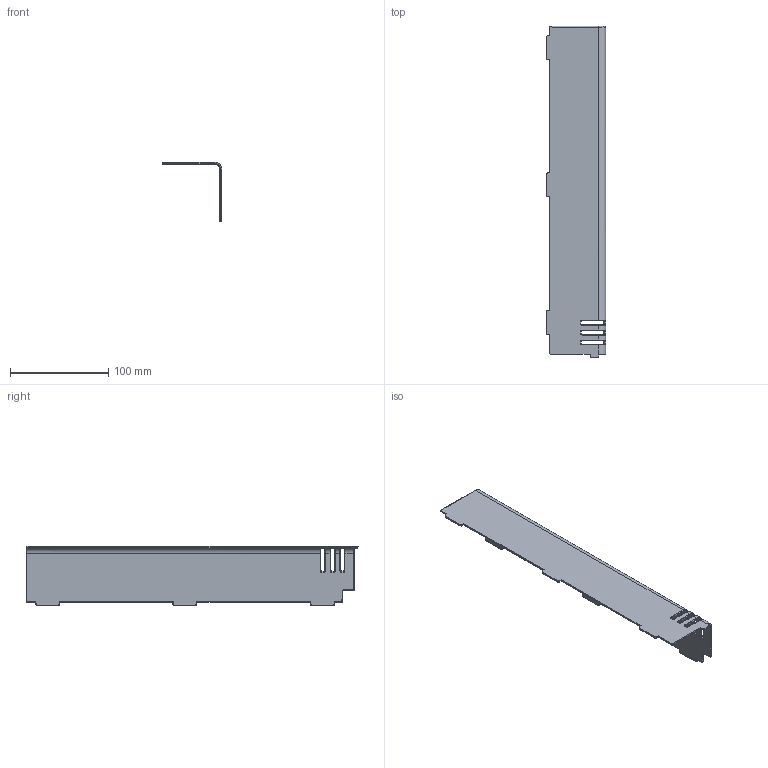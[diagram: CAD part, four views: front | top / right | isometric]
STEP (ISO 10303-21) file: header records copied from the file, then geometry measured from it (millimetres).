
FILE_DESCRIPTION (( 'STEP AP203' ), '1' );
FILE_NAME ('2180-C_1.step', '2017-06-13T14:47:12', ( '' ), ( '' ), 'SwSTEP 2.0', 'SolidWorks 2016', '' );
FILE_SCHEMA (( 'CONFIG_CONTROL_DESIGN' ));
Length unit declared in the file: millimetre
Products named in the file (1): 2180-C_1
Bounding box: 60.8 x 338.54 x 60.8 mm (x, y, z)
Volume: 72866.5 mm3; surface area: 75078.5 mm2
Topology: 1 solids, 1 shells, 283 faces, 708 edges, 421 vertices
Faces by surface type: cylinder 112, bspline 97, plane 56, torus 15, sphere 3
Entity records: 10485 total; most frequent: CARTESIAN_POINT 4495, ORIENTED_EDGE 1416, DIRECTION 1096, EDGE_CURVE 708, VERTEX_POINT 421, AXIS2_PLACEMENT_3D 406, VECTOR 284, LINE 284
